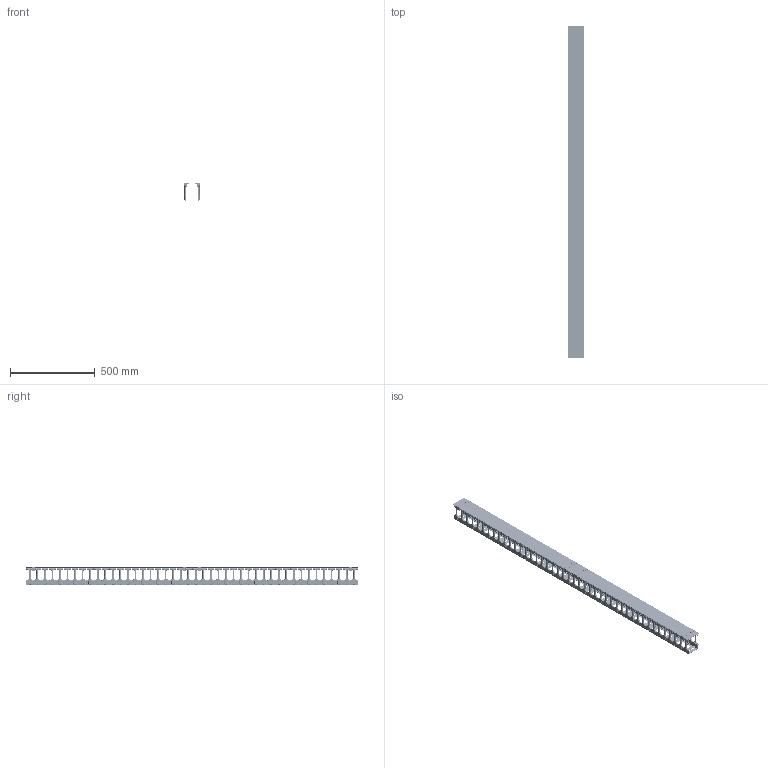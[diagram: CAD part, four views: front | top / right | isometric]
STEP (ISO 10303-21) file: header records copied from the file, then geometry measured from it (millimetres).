
FILE_DESCRIPTION (( 'STEP AP214' ), '1' );
FILE_NAME ('LC23INVC44U_3D.step', '2024-04-04T23:18:42', ( '' ), ( '' ), 'SwSTEP 2.0', 'SolidWorks 2022', '' );
FILE_SCHEMA (( 'AUTOMOTIVE_DESIGN' ));
Length unit declared in the file: millimetre
Products named in the file (6): LC23INVC44U_3D; 3.5in column^LC23INVC44U; top plate^LC23INVC44U; top plate 44U^top plate_LC23INVC44U; base^LC23INVC44U; tab^top plate_LC23INVC44U
Assembly tree (52 placements, depth 3):
  LC23INVC44U_3D
    top plate^LC23INVC44U  x2
      top plate 44U^top plate_LC23INVC44U
      tab^top plate_LC23INVC44U
    base^LC23INVC44U
    3.5in column^LC23INVC44U  x44
Bounding box: 95.95 x 1955.8 x 110.7 mm (x, y, z)
Volume: 1688025.1 mm3; surface area: 1667719.1 mm2
Topology: 55 solids, 55 shells, 11532 faces, 29410 edges, 18052 vertices
Faces by surface type: plane 5498, cylinder 4810, torus 944, sphere 184, cone 48, bspline 48
Entity records: 33062 total; most frequent: CARTESIAN_POINT 6847, ORIENTED_EDGE 5470, DIRECTION 5088, EDGE_CURVE 2735, VECTOR 2154, LINE 2154, VERTEX_POINT 1754, AXIS2_PLACEMENT_3D 1467
